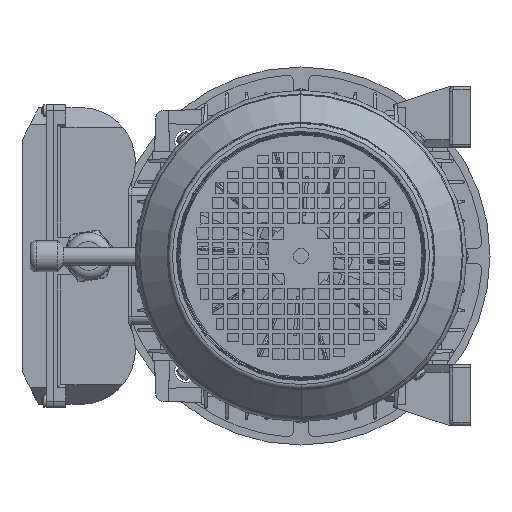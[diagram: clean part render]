
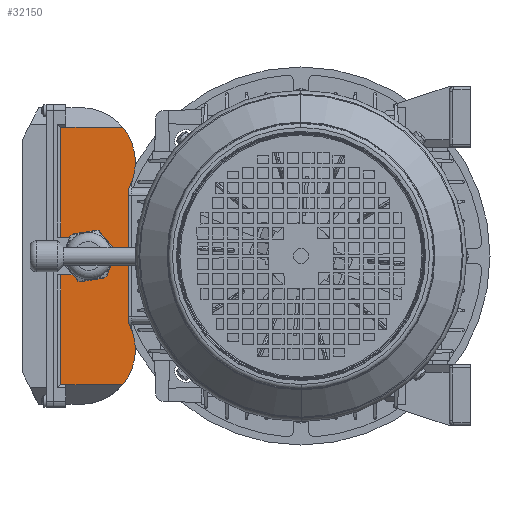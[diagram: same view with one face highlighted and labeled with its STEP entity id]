
A CAD part, left-side view. The second image highlights one B-rep face of the part: STEP entity #32150.
In plain terms, the highlighted face is planar.
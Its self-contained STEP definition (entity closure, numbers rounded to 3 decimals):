
#1919 = DIRECTION ( 'NONE',  ( 1., 0., 0. ) ) ;
#2317 = VERTEX_POINT ( 'NONE', #99014 ) ;
#4430 = CARTESIAN_POINT ( 'NONE',  ( 85.065, -20.891, -68. ) ) ;
#5511 = CARTESIAN_POINT ( 'NONE',  ( 12.5, 20.25, -68. ) ) ;
#6097 = VERTEX_POINT ( 'NONE', #74344 ) ;
#6254 = ORIENTED_EDGE ( 'NONE', *, *, #33685, .T. ) ;
#6316 = CARTESIAN_POINT ( 'NONE',  ( 44.572, -24.75, -68. ) ) ;
#7751 = VECTOR ( 'NONE', #68407, 1000. ) ;
#8888 = DIRECTION ( 'NONE',  ( 0., 1., 0. ) ) ;
#10487 = EDGE_CURVE ( 'NONE', #52835, #120927, #128666, .T. ) ;
#11216 = DIRECTION ( 'NONE',  ( 1., 0., 0. ) ) ;
#11238 = CARTESIAN_POINT ( 'NONE',  ( -85.065, 16.75, -68. ) ) ;
#12571 = LINE ( 'NONE', #115692, #77091 ) ;
#12605 = CARTESIAN_POINT ( 'NONE',  ( -44.572, -24.75, -68. ) ) ;
#12716 = AXIS2_PLACEMENT_3D ( 'NONE', #41572, #28253, #14966 ) ;
#14966 = DIRECTION ( 'NONE',  ( 1., 0., 0. ) ) ;
#15250 = CARTESIAN_POINT ( 'NONE',  ( -119.5, 20.25, -68. ) ) ;
#15868 = FACE_OUTER_BOUND ( 'NONE', #41507, .T. ) ;
#18401 = DIRECTION ( 'NONE',  ( 1., 0., 0. ) ) ;
#20493 = VERTEX_POINT ( 'NONE', #49795 ) ;
#21591 = VECTOR ( 'NONE', #75553, 1000. ) ;
#22231 = CARTESIAN_POINT ( 'NONE',  ( -85.065, -45.25, -68. ) ) ;
#24475 = DIRECTION ( 'NONE',  ( 0., 0., 1. ) ) ;
#24652 = VERTEX_POINT ( 'NONE', #126704 ) ;
#25869 = LINE ( 'NONE', #12605, #102166 ) ;
#26992 = ORIENTED_EDGE ( 'NONE', *, *, #54473, .T. ) ;
#28253 = DIRECTION ( 'NONE',  ( 0., 0., -1. ) ) ;
#28554 = LINE ( 'NONE', #15250, #38839 ) ;
#29623 = VERTEX_POINT ( 'NONE', #5511 ) ;
#31734 = CARTESIAN_POINT ( 'NONE',  ( -119.5, 20.25, -68. ) ) ;
#32134 = ORIENTED_EDGE ( 'NONE', *, *, #103505, .F. ) ;
#32150 = ADVANCED_FACE ( 'NONE', ( #15868 ), #79124, .F. ) ;
#33685 = EDGE_CURVE ( 'NONE', #29623, #24652, #44975, .T. ) ;
#33715 = EDGE_CURVE ( 'NONE', #29623, #89036, #58294, .T. ) ;
#35421 = VECTOR ( 'NONE', #85713, 1000. ) ;
#35811 = CIRCLE ( 'NONE', #72915, 36. ) ;
#37773 = CARTESIAN_POINT ( 'NONE',  ( -62., 6.75, -68. ) ) ;
#38772 = VERTEX_POINT ( 'NONE', #6316 ) ;
#38839 = VECTOR ( 'NONE', #1919, 1000. ) ;
#39293 = DIRECTION ( 'NONE',  ( 1., 0., 0. ) ) ;
#41507 = EDGE_LOOP ( 'NONE', ( #42179, #110632, #99187, #60773, #6254, #69100, #32134, #105387, #115749, #77587, #26992, #74795 ) ) ;
#41572 = CARTESIAN_POINT ( 'NONE',  ( 0., 1.75, -68. ) ) ;
#41929 = VERTEX_POINT ( 'NONE', #127420 ) ;
#42179 = ORIENTED_EDGE ( 'NONE', *, *, #64814, .T. ) ;
#43427 = EDGE_CURVE ( 'NONE', #53960, #38772, #25869, .T. ) ;
#43509 = VECTOR ( 'NONE', #8888, 1000. ) ;
#44975 = LINE ( 'NONE', #31734, #127426 ) ;
#49795 = CARTESIAN_POINT ( 'NONE',  ( 85.065, 16.75, -68. ) ) ;
#52614 = DIRECTION ( 'NONE',  ( 0., 0., 1. ) ) ;
#52835 = VERTEX_POINT ( 'NONE', #11238 ) ;
#53960 = VERTEX_POINT ( 'NONE', #65169 ) ;
#54473 = EDGE_CURVE ( 'NONE', #6097, #52835, #101980, .T. ) ;
#58294 = LINE ( 'NONE', #81709, #7751 ) ;
#60773 = ORIENTED_EDGE ( 'NONE', *, *, #33715, .F. ) ;
#61636 = VECTOR ( 'NONE', #96021, 1000. ) ;
#62536 = DIRECTION ( 'NONE',  ( 1., 0., 0. ) ) ;
#64814 = EDGE_CURVE ( 'NONE', #120927, #41929, #28554, .T. ) ;
#65169 = CARTESIAN_POINT ( 'NONE',  ( -44.572, -24.75, -68. ) ) ;
#65840 = CARTESIAN_POINT ( 'NONE',  ( -119.5, -29.25, -68. ) ) ;
#66074 = AXIS2_PLACEMENT_3D ( 'NONE', #65840, #52614, #39293 ) ;
#66322 = EDGE_CURVE ( 'NONE', #24652, #20493, #122551, .T. ) ;
#66786 = AXIS2_PLACEMENT_3D ( 'NONE', #89087, #75753, #62536 ) ;
#67894 = CARTESIAN_POINT ( 'NONE',  ( 12.5, 1.75, -68. ) ) ;
#68407 = DIRECTION ( 'NONE',  ( 0., -1., 0. ) ) ;
#69100 = ORIENTED_EDGE ( 'NONE', *, *, #66322, .T. ) ;
#70617 = VERTEX_POINT ( 'NONE', #4430 ) ;
#72247 = CARTESIAN_POINT ( 'NONE',  ( -85.065, 20.25, -68. ) ) ;
#72915 = AXIS2_PLACEMENT_3D ( 'NONE', #37773, #24475, #11216 ) ;
#74344 = CARTESIAN_POINT ( 'NONE',  ( -85.065, -20.891, -68. ) ) ;
#74795 = ORIENTED_EDGE ( 'NONE', *, *, #10487, .T. ) ;
#75553 = DIRECTION ( 'NONE',  ( 0., 1., 0. ) ) ;
#75753 = DIRECTION ( 'NONE',  ( 0., 0., 1. ) ) ;
#77091 = VECTOR ( 'NONE', #102472, 1000. ) ;
#77587 = ORIENTED_EDGE ( 'NONE', *, *, #86634, .F. ) ;
#79124 = PLANE ( 'NONE',  #66074 ) ;
#79995 = CIRCLE ( 'NONE', #12716, 12.5 ) ;
#81709 = CARTESIAN_POINT ( 'NONE',  ( 12.5, 1.75, -68. ) ) ;
#85713 = DIRECTION ( 'NONE',  ( 0., 1., 0. ) ) ;
#86634 = EDGE_CURVE ( 'NONE', #6097, #53960, #35811, .T. ) ;
#88776 = EDGE_CURVE ( 'NONE', #38772, #70617, #97098, .T. ) ;
#88884 = CARTESIAN_POINT ( 'NONE',  ( -85.065, -29.25, -68. ) ) ;
#89036 = VERTEX_POINT ( 'NONE', #67894 ) ;
#89087 = CARTESIAN_POINT ( 'NONE',  ( 62., 6.75, -68. ) ) ;
#96021 = DIRECTION ( 'NONE',  ( 0., -1., 0. ) ) ;
#97098 = CIRCLE ( 'NONE', #66786, 36. ) ;
#99014 = CARTESIAN_POINT ( 'NONE',  ( -12.5, 1.75, -68. ) ) ;
#99045 = CARTESIAN_POINT ( 'NONE',  ( 85.065, -45.25, -68. ) ) ;
#99187 = ORIENTED_EDGE ( 'NONE', *, *, #124444, .F. ) ;
#101980 = LINE ( 'NONE', #22231, #43509 ) ;
#102166 = VECTOR ( 'NONE', #128973, 1000. ) ;
#102472 = DIRECTION ( 'NONE',  ( 0., 1., 0. ) ) ;
#103505 = EDGE_CURVE ( 'NONE', #70617, #20493, #112332, .T. ) ;
#105387 = ORIENTED_EDGE ( 'NONE', *, *, #88776, .F. ) ;
#109319 = CARTESIAN_POINT ( 'NONE',  ( 85.065, -29.25, -68. ) ) ;
#110632 = ORIENTED_EDGE ( 'NONE', *, *, #129468, .F. ) ;
#112332 = LINE ( 'NONE', #99045, #35421 ) ;
#115692 = CARTESIAN_POINT ( 'NONE',  ( -12.5, 1.75, -68. ) ) ;
#115749 = ORIENTED_EDGE ( 'NONE', *, *, #43427, .F. ) ;
#120927 = VERTEX_POINT ( 'NONE', #72247 ) ;
#122551 = LINE ( 'NONE', #109319, #61636 ) ;
#124444 = EDGE_CURVE ( 'NONE', #89036, #2317, #79995, .T. ) ;
#126704 = CARTESIAN_POINT ( 'NONE',  ( 85.065, 20.25, -68. ) ) ;
#127420 = CARTESIAN_POINT ( 'NONE',  ( -12.5, 20.25, -68. ) ) ;
#127426 = VECTOR ( 'NONE', #18401, 1000. ) ;
#128666 = LINE ( 'NONE', #88884, #21591 ) ;
#128973 = DIRECTION ( 'NONE',  ( 1., 0., 0. ) ) ;
#129468 = EDGE_CURVE ( 'NONE', #2317, #41929, #12571, .T. ) ;
